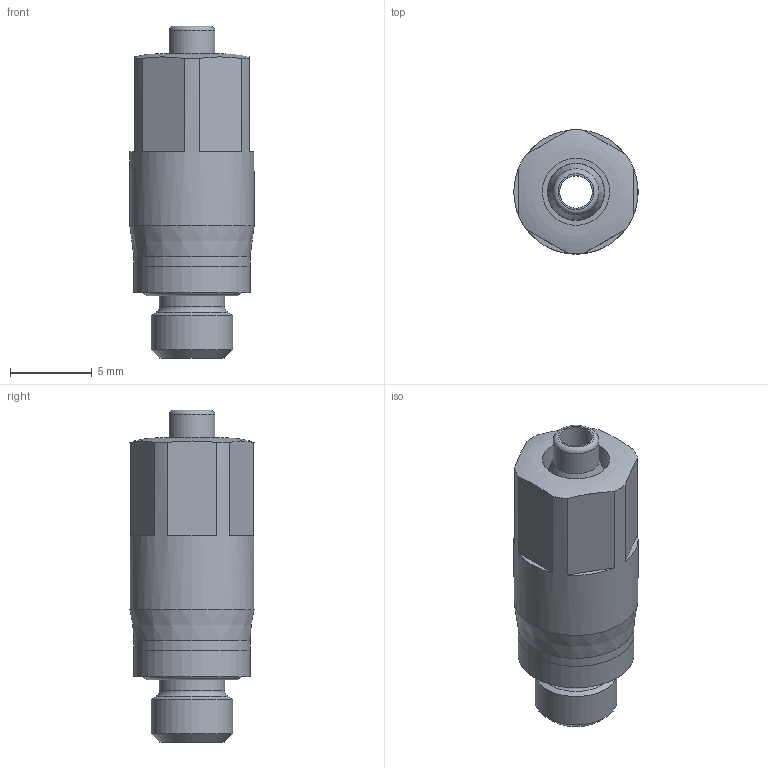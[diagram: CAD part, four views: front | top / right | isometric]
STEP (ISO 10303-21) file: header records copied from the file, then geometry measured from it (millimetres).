
FILE_DESCRIPTION(/* description */ ('STEP AP214'),/* implementation_level */ '2;1');
FILE_NAME(/* name */ '1857681_NPCK-C-D-M5-K4',/* time_stamp */ '2024-09-12T22:45:18+02:00',/* author */ ('License CC BY-ND 4.0'),/* organization */ ('CADENAS'),/* preprocessor_version */ 'ST-DEVELOPER v19.3',/* originating_system */ 'PARTsolutions',/* authorisation */ ' ');
FILE_SCHEMA (('AUTOMOTIVE_DESIGN {1 0 10303 214 3 1 1}'));
Length unit declared in the file: millimetre
Products named in the file (4): 1857681 NPCK-C-D-M5-K4; 1857681 NPCK-C-D-M5-K4---(S); 2028996 4.5x0.8-S-EPDM70_o; 1857681 NPCK-C-D-M5-K4---(U)
Assembly tree (4 placements, depth 2):
  1857681 NPCK-C-D-M5-K4
    1857681 NPCK-C-D-M5-K4---(S)
    2028996 4.5x0.8-S-EPDM70_o  x2
    1857681 NPCK-C-D-M5-K4---(U)
Bounding box: 7.6 x 7.6 x 20.3 mm (x, y, z)
Volume: 592.2 mm3; surface area: 1183.1 mm2
Topology: 4 solids, 4 shells, 85 faces, 193 edges, 116 vertices
Faces by surface type: plane 44, cone 16, cylinder 14, torus 11
Full cylindrical faces by diameter (mm): 2 x1, 2.8 x1, 3.1 x1, 4 x1, 4.1 x1, 4.75 x1, 4.959 x1, 5 x1, 5.5 x1, 5.95 x1, 6.1 x1, 7.1 x2, 7.6 x1
Entity records: 2270 total; most frequent: CARTESIAN_POINT 430, DIRECTION 380, ORIENTED_EDGE 304, AXIS2_PLACEMENT_3D 163, EDGE_CURVE 152, FACE_BOUND 125, EDGE_LOOP 124, VERTEX_POINT 111
